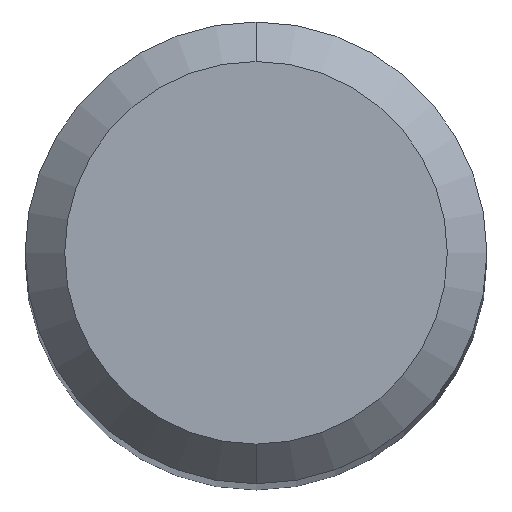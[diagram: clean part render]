
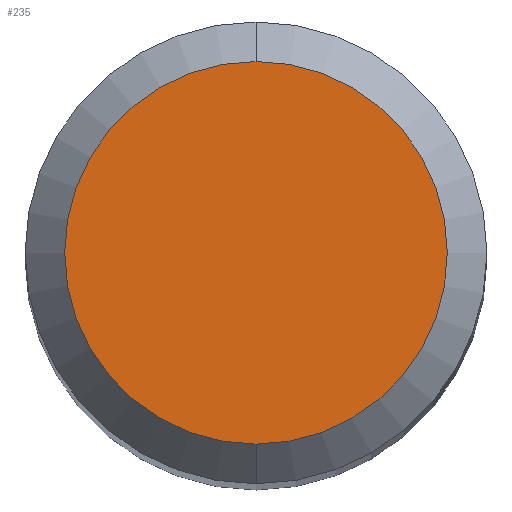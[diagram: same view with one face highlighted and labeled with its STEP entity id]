
A CAD part, top view. The second image highlights one B-rep face of the part: STEP entity #235.
In plain terms, the highlighted planar face has unit normal (0, 0, 1).
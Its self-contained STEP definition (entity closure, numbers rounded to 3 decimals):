
#137=EDGE_CURVE('',#209,#275,#353,.T.);
#209=VERTEX_POINT('',#434);
#235=ADVANCED_FACE('',(#465),#466,.T.);
#275=VERTEX_POINT('',#512);
#307=EDGE_CURVE('',#275,#209,#545,.T.);
#353=CIRCLE('',#589,1.45);
#434=CARTESIAN_POINT('',(0.0,1.45,0.0));
#465=FACE_OUTER_BOUND('',#726,.T.);
#466=PLANE('',#727);
#512=CARTESIAN_POINT('',(0.,-1.45,0.0));
#545=CIRCLE('',#836,1.45);
#589=AXIS2_PLACEMENT_3D('',#879,#880,#881);
#726=EDGE_LOOP('',(#1026,#1027));
#727=AXIS2_PLACEMENT_3D('',#1028,#1029,#1030);
#836=AXIS2_PLACEMENT_3D('',#1126,#1127,#1128);
#879=CARTESIAN_POINT('',(0.0,0.0,0.0));
#880=DIRECTION('',(0.0,0.0,-1.0));
#881=DIRECTION('',(0.0,1.0,0.0));
#1026=ORIENTED_EDGE('',*,*,#137,.F.);
#1027=ORIENTED_EDGE('',*,*,#307,.F.);
#1028=CARTESIAN_POINT('',(0.0,0.725,0.0));
#1029=DIRECTION('',(-0.0,0.0,1.0));
#1030=DIRECTION('',(0.0,-1.0,0.0));
#1126=CARTESIAN_POINT('',(0.0,0.0,0.0));
#1127=DIRECTION('',(0.0,0.0,-1.0));
#1128=DIRECTION('',(0.0,1.0,0.0));
